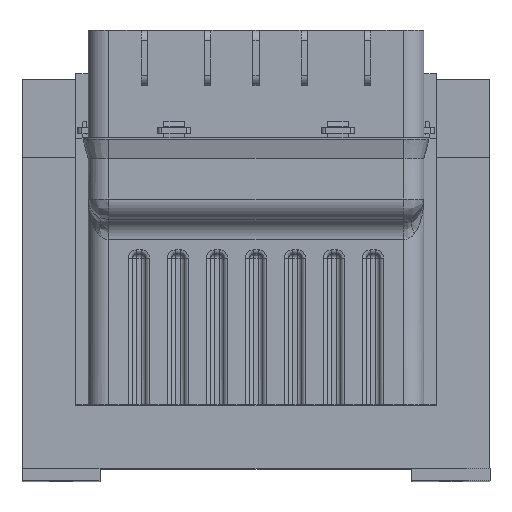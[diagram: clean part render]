
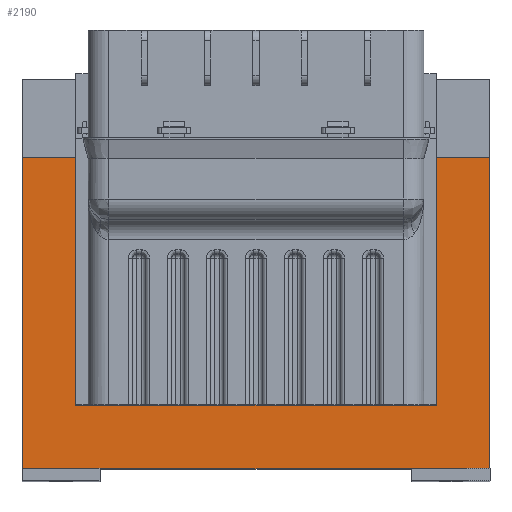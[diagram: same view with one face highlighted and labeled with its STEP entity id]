
A CAD part, top view. The second image highlights one B-rep face of the part: STEP entity #2190.
In plain terms, the highlighted planar face has unit normal (0, 0, 1).
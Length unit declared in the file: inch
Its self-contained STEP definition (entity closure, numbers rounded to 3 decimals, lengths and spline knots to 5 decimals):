
#535 = EDGE_CURVE ( 'NONE', #21661, #11781, #1070, .T. ) ;
#1070 = LINE ( 'NONE', #4804, #9993 ) ;
#1495 = CARTESIAN_POINT ( 'NONE',  ( -2.24409, -0.74803, 0.62992 ) ) ;
#1876 = ORIENTED_EDGE ( 'NONE', *, *, #11243, .T. ) ;
#2190 = ADVANCED_FACE ( 'NONE', ( #19006 ), #2968, .F. ) ;
#2386 = CARTESIAN_POINT ( 'NONE',  ( 2.24409, -0.74803, 0.62992 ) ) ;
#2606 = LINE ( 'NONE', #6828, #10481 ) ;
#2867 = VERTEX_POINT ( 'NONE', #8447 ) ;
#2968 = PLANE ( 'NONE',  #5440 ) ;
#4496 = EDGE_LOOP ( 'NONE', ( #1876, #9049, #18484, #16681 ) ) ;
#4804 = CARTESIAN_POINT ( 'NONE',  ( 2.24409, -0.74803, 0.62992 ) ) ;
#5197 = LINE ( 'NONE', #1495, #13605 ) ;
#5440 = AXIS2_PLACEMENT_3D ( 'NONE', #17961, #7751, #14714 ) ;
#6828 = CARTESIAN_POINT ( 'NONE',  ( 2.24409, -3.74016, 0.62992 ) ) ;
#7150 = CARTESIAN_POINT ( 'NONE',  ( -2.24409, -0.74803, 0.62992 ) ) ;
#7751 = DIRECTION ( 'NONE',  ( 0., 0., -1. ) ) ;
#8075 = DIRECTION ( 'NONE',  ( 0., -1., 0. ) ) ;
#8447 = CARTESIAN_POINT ( 'NONE',  ( 2.24409, -3.74016, 0.62992 ) ) ;
#9049 = ORIENTED_EDGE ( 'NONE', *, *, #20914, .F. ) ;
#9212 = VERTEX_POINT ( 'NONE', #12623 ) ;
#9993 = VECTOR ( 'NONE', #16570, 39.37008 ) ;
#10481 = VECTOR ( 'NONE', #15210, 39.37008 ) ;
#11243 = EDGE_CURVE ( 'NONE', #9212, #2867, #2606, .T. ) ;
#11302 = VECTOR ( 'NONE', #8075, 39.37008 ) ;
#11781 = VERTEX_POINT ( 'NONE', #2386 ) ;
#11974 = EDGE_CURVE ( 'NONE', #21661, #9212, #5197, .T. ) ;
#12623 = CARTESIAN_POINT ( 'NONE',  ( -2.24409, -3.74016, 0.62992 ) ) ;
#13605 = VECTOR ( 'NONE', #21610, 39.37008 ) ;
#14714 = DIRECTION ( 'NONE',  ( -1., 0., 0. ) ) ;
#15210 = DIRECTION ( 'NONE',  ( 1., 0., 0. ) ) ;
#16570 = DIRECTION ( 'NONE',  ( 1., 0., 0. ) ) ;
#16681 = ORIENTED_EDGE ( 'NONE', *, *, #11974, .T. ) ;
#17961 = CARTESIAN_POINT ( 'NONE',  ( 2.24409, -0.74803, 0.62992 ) ) ;
#18146 = CARTESIAN_POINT ( 'NONE',  ( 2.24409, -0.74803, 0.62992 ) ) ;
#18484 = ORIENTED_EDGE ( 'NONE', *, *, #535, .F. ) ;
#19006 = FACE_OUTER_BOUND ( 'NONE', #4496, .T. ) ;
#19735 = LINE ( 'NONE', #18146, #11302 ) ;
#20914 = EDGE_CURVE ( 'NONE', #11781, #2867, #19735, .T. ) ;
#21610 = DIRECTION ( 'NONE',  ( 0., -1., 0. ) ) ;
#21661 = VERTEX_POINT ( 'NONE', #7150 ) ;
